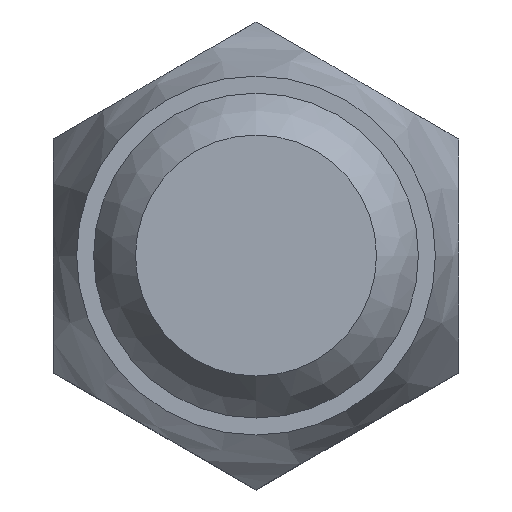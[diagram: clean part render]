
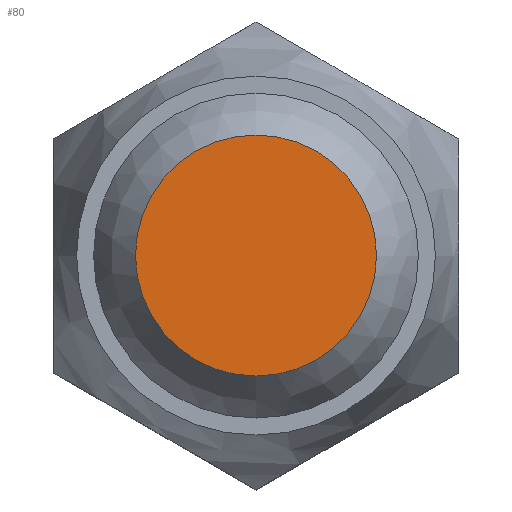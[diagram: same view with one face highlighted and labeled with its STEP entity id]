
A CAD part, top view. The second image highlights one B-rep face of the part: STEP entity #80.
In plain terms, the highlighted planar face has unit normal (0, 0, 1).
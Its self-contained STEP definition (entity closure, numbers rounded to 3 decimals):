
#80 = ADVANCED_FACE( '', ( #111 ), #112, .T. );
#111 = FACE_OUTER_BOUND( '', #166, .T. );
#112 = PLANE( '', #167 );
#166 = EDGE_LOOP( '', ( #246 ) );
#167 = AXIS2_PLACEMENT_3D( '', #247, #248, #249 );
#246 = ORIENTED_EDGE( '', *, *, #373, .T. );
#247 = CARTESIAN_POINT( '', ( 0., 0., 12. ) );
#248 = DIRECTION( '', ( 0., 0., 1. ) );
#249 = DIRECTION( '', ( 1., 0., 0. ) );
#373 = EDGE_CURVE( '', #426, #426, #427, .T. );
#426 = VERTEX_POINT( '', #565 );
#427 = CIRCLE( '', #566, 4.164 );
#565 = CARTESIAN_POINT( '', ( 4.164, 0., 12. ) );
#566 = AXIS2_PLACEMENT_3D( '', #770, #771, #772 );
#770 = CARTESIAN_POINT( '', ( 0., 0., 12. ) );
#771 = DIRECTION( '', ( 0., 0., 1. ) );
#772 = DIRECTION( '', ( 1., 0., 0. ) );
